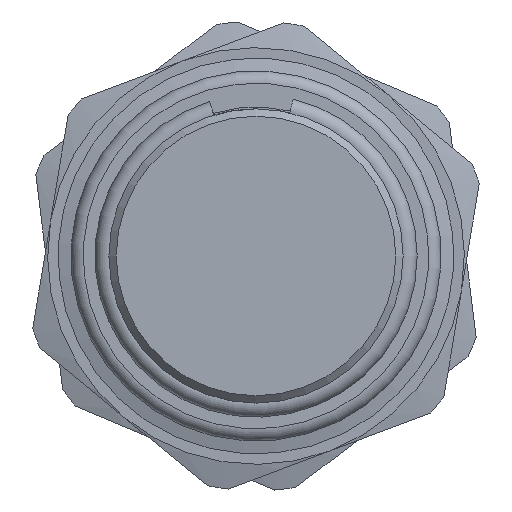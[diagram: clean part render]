
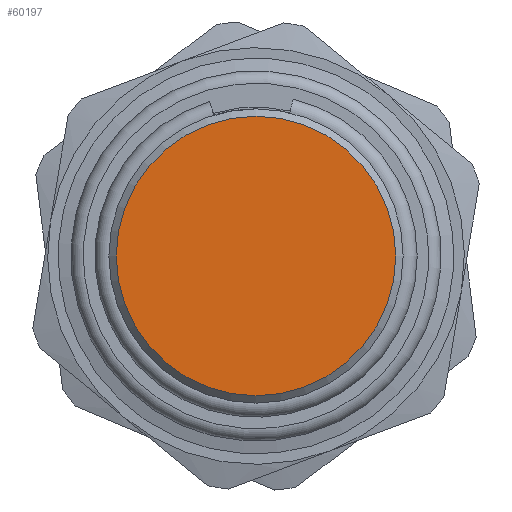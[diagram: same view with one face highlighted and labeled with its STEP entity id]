
A CAD part, left-side view. The second image highlights one B-rep face of the part: STEP entity #60197.
In plain terms, the highlighted planar face has unit normal (-1, 0, 0).
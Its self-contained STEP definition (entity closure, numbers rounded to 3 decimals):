
#60177=CARTESIAN_POINT('',(0.,5.7,0.0));
#60178=VERTEX_POINT('',#60177);
#60179=CARTESIAN_POINT('',(0.0,0.0,0.0));
#60180=DIRECTION('',(1.0,0.0,0.0));
#60181=DIRECTION('',(0.0,1.0,0.0));
#60182=AXIS2_PLACEMENT_3D('',#60179,#60180,#60181);
#60183=CIRCLE('',#60182,5.7);
#60184=EDGE_CURVE('',#60178,#60178,#60183,.T.);
#60189=CARTESIAN_POINT('',(0.,5.35,0.0));
#60190=DIRECTION('',(-1.0,0.0,0.0));
#60191=DIRECTION('',(0.0,0.0,1.0));
#60192=AXIS2_PLACEMENT_3D('',#60189,#60190,#60191);
#60193=PLANE('',#60192);
#60194=ORIENTED_EDGE('',*,*,#60184,.F.);
#60195=EDGE_LOOP('',(#60194));
#60196=FACE_OUTER_BOUND('',#60195,.T.);
#60197=ADVANCED_FACE('',(#60196),#60193,.T.);
